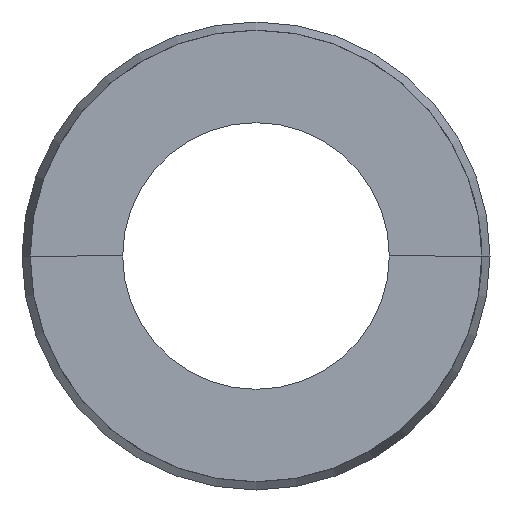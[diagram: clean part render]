
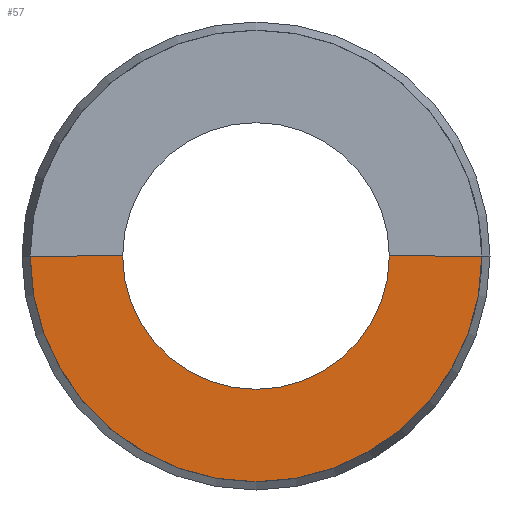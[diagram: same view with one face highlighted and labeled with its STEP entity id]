
A CAD part, front view. The second image highlights one B-rep face of the part: STEP entity #57.
In plain terms, the highlighted conical face has half-angle 89.887 degrees and reference radius 2.54 mm.
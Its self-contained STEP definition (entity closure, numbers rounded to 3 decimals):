
#57=ADVANCED_FACE('',(#146),#147,.T.);
#146=FACE_OUTER_BOUND('',#309,.T.);
#147=CONICAL_SURFACE('',#310,2.54,1.569);
#309=EDGE_LOOP('',(#540,#541,#542,#543));
#310=AXIS2_PLACEMENT_3D('',#544,#545,#546);
#540=ORIENTED_EDGE('',*,*,#1089,.F.);
#541=ORIENTED_EDGE('',*,*,#1090,.T.);
#542=ORIENTED_EDGE('',*,*,#1091,.F.);
#543=ORIENTED_EDGE('',*,*,#1082,.F.);
#544=CARTESIAN_POINT('',(0.0,0.005,0.0));
#545=DIRECTION('',(-0.0,1.0,-0.0));
#546=DIRECTION('',(1.0,0.0,0.0));
#1082=EDGE_CURVE('',#1296,#1299,#1300,.T.);
#1089=EDGE_CURVE('',#1311,#1296,#1312,.T.);
#1090=EDGE_CURVE('',#1311,#1313,#1314,.T.);
#1091=EDGE_CURVE('',#1299,#1313,#1315,.T.);
#1296=VERTEX_POINT('',#1609);
#1299=VERTEX_POINT('',#1613);
#1300=CIRCLE('',#1614,5.08);
#1311=VERTEX_POINT('',#1628);
#1312=LINE('',#1629,#1630);
#1313=VERTEX_POINT('',#1631);
#1314=CIRCLE('',#1632,3.0);
#1315=LINE('',#1633,#1634);
#1609=CARTESIAN_POINT('',(5.08,0.01,0.0));
#1613=CARTESIAN_POINT('',(-5.08,0.01,0.));
#1614=AXIS2_PLACEMENT_3D('',#1971,#1972,#1973);
#1628=CARTESIAN_POINT('',(3.0,0.006,0.));
#1629=CARTESIAN_POINT('',(2.54,0.005,0.));
#1630=VECTOR('',#1986,1.0);
#1631=CARTESIAN_POINT('',(-3.0,0.006,0.));
#1632=AXIS2_PLACEMENT_3D('',#1987,#1988,#1989);
#1633=CARTESIAN_POINT('',(-2.54,0.005,0.));
#1634=VECTOR('',#1990,1.0);
#1971=CARTESIAN_POINT('',(0.0,0.01,0.0));
#1972=DIRECTION('',(-0.0,1.0,0.0));
#1973=DIRECTION('',(1.0,0.0,0.0));
#1986=DIRECTION('',(1.,0.002,0.));
#1987=CARTESIAN_POINT('',(0.0,0.006,0.0));
#1988=DIRECTION('',(-0.0,1.0,0.0));
#1989=DIRECTION('',(1.0,0.0,0.0));
#1990=DIRECTION('',(1.,-0.002,0.));
